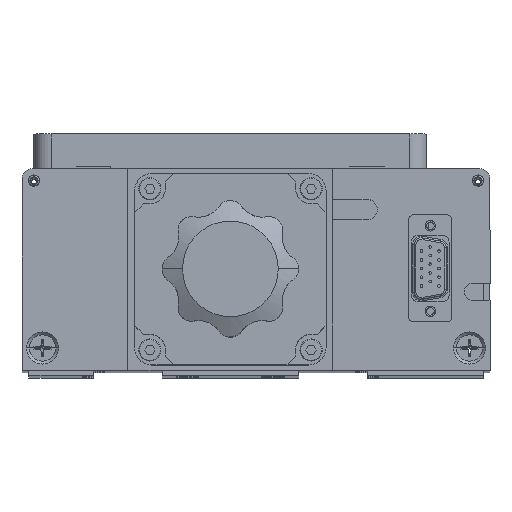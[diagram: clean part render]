
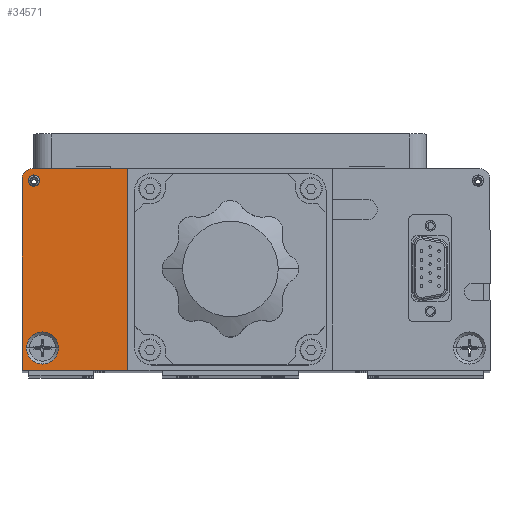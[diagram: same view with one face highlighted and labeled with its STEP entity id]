
A CAD part, top view. The second image highlights one B-rep face of the part: STEP entity #34571.
In plain terms, the highlighted planar face has unit normal (0, 0, 1).
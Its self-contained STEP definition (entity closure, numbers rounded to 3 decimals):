
#6 = CARTESIAN_POINT ( 'NONE',  ( -40.611, -8.918, 230. ) ) ;
#156 = FACE_OUTER_BOUND ( 'NONE', #24909, .T. ) ;
#163 = CIRCLE ( 'NONE', #24659, 1.65 ) ;
#324 = LINE ( 'NONE', #7519, #7007 ) ;
#1478 = AXIS2_PLACEMENT_3D ( 'NONE', #13068, #36183, #16400 ) ;
#2062 = VERTEX_POINT ( 'NONE', #31925 ) ;
#2508 = ORIENTED_EDGE ( 'NONE', *, *, #22147, .F. ) ;
#2781 = DIRECTION ( 'NONE',  ( 0., 1., 0. ) ) ;
#3150 = CARTESIAN_POINT ( 'NONE',  ( -68.611, 47.082, 230. ) ) ;
#4098 = VERTEX_POINT ( 'NONE', #42404 ) ;
#4483 = CIRCLE ( 'NONE', #16613, 4.7 ) ;
#4953 = CARTESIAN_POINT ( 'NONE',  ( -66.461, 46.582, 230. ) ) ;
#5875 = CARTESIAN_POINT ( 'NONE',  ( -68.611, 50.082, 230. ) ) ;
#5877 = CARTESIAN_POINT ( 'NONE',  ( -68.111, 46.582, 230. ) ) ;
#6065 = EDGE_LOOP ( 'NONE', ( #2508, #21788 ) ) ;
#6472 = DIRECTION ( 'NONE',  ( 1., 0., 0. ) ) ;
#6649 = EDGE_CURVE ( 'NONE', #4098, #20745, #35276, .T. ) ;
#6904 = CARTESIAN_POINT ( 'NONE',  ( -68.611, 47.082, 230. ) ) ;
#7007 = VECTOR ( 'NONE', #14049, 1000. ) ;
#7160 = ORIENTED_EDGE ( 'NONE', *, *, #31938, .T. ) ;
#7519 = CARTESIAN_POINT ( 'NONE',  ( -40.611, 50.082, 230. ) ) ;
#7536 = LINE ( 'NONE', #12611, #41708 ) ;
#8413 = ORIENTED_EDGE ( 'NONE', *, *, #37181, .F. ) ;
#9037 = CIRCLE ( 'NONE', #35945, 1.65 ) ;
#9193 = DIRECTION ( 'NONE',  ( 1., 0., 0. ) ) ;
#10234 = DIRECTION ( 'NONE',  ( 1., 0., 0. ) ) ;
#10462 = CARTESIAN_POINT ( 'NONE',  ( -68.111, 46.582, 230. ) ) ;
#10676 = CARTESIAN_POINT ( 'NONE',  ( -60.911, -2.418, 230. ) ) ;
#12239 = EDGE_CURVE ( 'NONE', #2062, #22400, #27533, .T. ) ;
#12611 = CARTESIAN_POINT ( 'NONE',  ( -71.611, 47.082, 230. ) ) ;
#12692 = ORIENTED_EDGE ( 'NONE', *, *, #6649, .T. ) ;
#12891 = VERTEX_POINT ( 'NONE', #21284 ) ;
#13068 = CARTESIAN_POINT ( 'NONE',  ( -65.611, -2.418, 230. ) ) ;
#13563 = FACE_BOUND ( 'NONE', #14193, .T. ) ;
#13770 = DIRECTION ( 'NONE',  ( 1., 0., 0. ) ) ;
#13880 = ORIENTED_EDGE ( 'NONE', *, *, #20258, .T. ) ;
#14049 = DIRECTION ( 'NONE',  ( -1., 0., 0. ) ) ;
#14193 = EDGE_LOOP ( 'NONE', ( #30547, #8413 ) ) ;
#14283 = ORIENTED_EDGE ( 'NONE', *, *, #34487, .T. ) ;
#14874 = VERTEX_POINT ( 'NONE', #5875 ) ;
#16400 = DIRECTION ( 'NONE',  ( 1., 0., 0. ) ) ;
#16613 = AXIS2_PLACEMENT_3D ( 'NONE', #19105, #42243, #22398 ) ;
#18779 = CIRCLE ( 'NONE', #30852, 3. ) ;
#19105 = CARTESIAN_POINT ( 'NONE',  ( -65.611, -2.418, 230. ) ) ;
#19252 = CARTESIAN_POINT ( 'NONE',  ( -40.611, 50.082, 230. ) ) ;
#20258 = EDGE_CURVE ( 'NONE', #12891, #14874, #324, .T. ) ;
#20745 = VERTEX_POINT ( 'NONE', #6 ) ;
#21112 = AXIS2_PLACEMENT_3D ( 'NONE', #6904, #30073, #10234 ) ;
#21284 = CARTESIAN_POINT ( 'NONE',  ( -40.611, 50.082, 230. ) ) ;
#21788 = ORIENTED_EDGE ( 'NONE', *, *, #12239, .F. ) ;
#22147 = EDGE_CURVE ( 'NONE', #22400, #2062, #4483, .T. ) ;
#22398 = DIRECTION ( 'NONE',  ( 1., 0., 0. ) ) ;
#22400 = VERTEX_POINT ( 'NONE', #10676 ) ;
#22989 = CARTESIAN_POINT ( 'NONE',  ( -40.611, -8.918, 230. ) ) ;
#23125 = EDGE_CURVE ( 'NONE', #42462, #38973, #163, .T. ) ;
#24659 = AXIS2_PLACEMENT_3D ( 'NONE', #5877, #29026, #9193 ) ;
#24909 = EDGE_LOOP ( 'NONE', ( #14283, #37371, #12692, #7160, #13880 ) ) ;
#26295 = DIRECTION ( 'NONE',  ( 0., 0., 1. ) ) ;
#26477 = VECTOR ( 'NONE', #36301, 1000. ) ;
#27533 = CIRCLE ( 'NONE', #1478, 4.7 ) ;
#28475 = VECTOR ( 'NONE', #2781, 1000. ) ;
#28620 = EDGE_CURVE ( 'NONE', #39223, #4098, #7536, .T. ) ;
#29026 = DIRECTION ( 'NONE',  ( 0., 0., 1. ) ) ;
#29510 = LINE ( 'NONE', #19252, #28475 ) ;
#30073 = DIRECTION ( 'NONE',  ( 0., 0., 1. ) ) ;
#30547 = ORIENTED_EDGE ( 'NONE', *, *, #23125, .F. ) ;
#30852 = AXIS2_PLACEMENT_3D ( 'NONE', #3150, #26295, #6472 ) ;
#31925 = CARTESIAN_POINT ( 'NONE',  ( -70.311, -2.418, 230. ) ) ;
#31938 = EDGE_CURVE ( 'NONE', #20745, #12891, #29510, .T. ) ;
#32784 = CARTESIAN_POINT ( 'NONE',  ( -69.761, 46.582, 230. ) ) ;
#33593 = DIRECTION ( 'NONE',  ( 0., 0., 1. ) ) ;
#34487 = EDGE_CURVE ( 'NONE', #14874, #39223, #18779, .T. ) ;
#34571 = ADVANCED_FACE ( 'NONE', ( #39963, #156, #13563 ), #36508, .T. ) ;
#35276 = LINE ( 'NONE', #22989, #26477 ) ;
#35945 = AXIS2_PLACEMENT_3D ( 'NONE', #10462, #33593, #13770 ) ;
#36183 = DIRECTION ( 'NONE',  ( 0., 0., 1. ) ) ;
#36301 = DIRECTION ( 'NONE',  ( 1., 0., 0. ) ) ;
#36508 = PLANE ( 'NONE',  #21112 ) ;
#37181 = EDGE_CURVE ( 'NONE', #38973, #42462, #9037, .T. ) ;
#37371 = ORIENTED_EDGE ( 'NONE', *, *, #28620, .T. ) ;
#38973 = VERTEX_POINT ( 'NONE', #4953 ) ;
#39223 = VERTEX_POINT ( 'NONE', #42690 ) ;
#39963 = FACE_BOUND ( 'NONE', #6065, .T. ) ;
#41708 = VECTOR ( 'NONE', #42429, 1000. ) ;
#42243 = DIRECTION ( 'NONE',  ( 0., 0., 1. ) ) ;
#42404 = CARTESIAN_POINT ( 'NONE',  ( -71.611, -8.918, 230. ) ) ;
#42429 = DIRECTION ( 'NONE',  ( 0., -1., 0. ) ) ;
#42462 = VERTEX_POINT ( 'NONE', #32784 ) ;
#42690 = CARTESIAN_POINT ( 'NONE',  ( -71.611, 47.082, 230. ) ) ;
